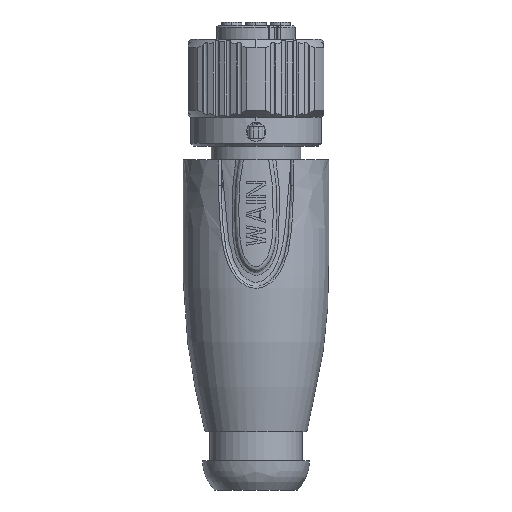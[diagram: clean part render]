
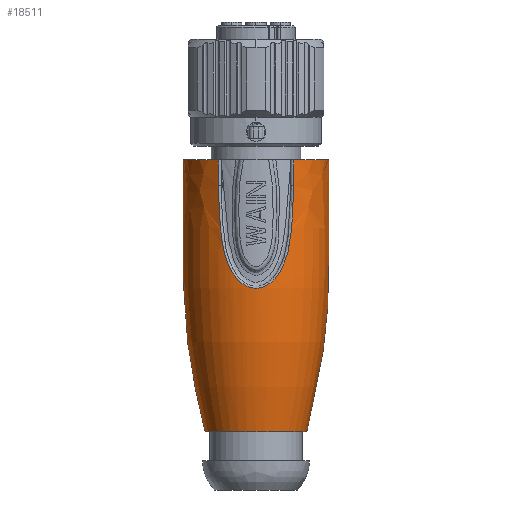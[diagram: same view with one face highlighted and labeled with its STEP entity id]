
A CAD part, front view. The second image highlights one B-rep face of the part: STEP entity #18511.
In plain terms, the highlighted face is a revolution surface.
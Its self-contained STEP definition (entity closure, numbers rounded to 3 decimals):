
#1705=CARTESIAN_POINT('',(-3.904,-6.404,
-12.4));
#1718=CARTESIAN_POINT('',(0.,0.,-12.4));
#1719=DIRECTION('',(0.,0.,1.));
#1720=DIRECTION('',(-1.,0.,0.));
#1721=AXIS2_PLACEMENT_3D('',#1718,#1719,#1720);
#1807=CARTESIAN_POINT('',(0.,0.,-12.4));
#1808=DIRECTION('',(0.,0.,1.));
#1809=DIRECTION('',(0.521,-0.854,0.));
#1810=AXIS2_PLACEMENT_3D('',#1807,#1808,#1809);
#1823=CARTESIAN_POINT('',(3.904,-6.404,
-12.4));
#3018=CARTESIAN_POINT('',(-3.9,-6.407,
-15.063));
#3019=CARTESIAN_POINT('',(-3.902,-6.406,
-14.795));
#3020=CARTESIAN_POINT('',(-3.903,-6.405,
-14.241));
#3021=CARTESIAN_POINT('',(-3.903,-6.404,
-13.355));
#3022=CARTESIAN_POINT('',(-3.903,-6.404,
-12.724));
#3023=CARTESIAN_POINT('',(-3.904,-6.404,
-12.4));
#3028=CARTESIAN_POINT('',(3.901,-6.406,
-15.061));
#3029=CARTESIAN_POINT('',(3.898,-6.409,
-15.53));
#3030=CARTESIAN_POINT('',(3.874,-6.422,
-16.42));
#3031=CARTESIAN_POINT('',(3.818,-6.455,
-17.585));
#3032=CARTESIAN_POINT('',(3.745,-6.498,
-18.627));
#3033=CARTESIAN_POINT('',(3.66,-6.545,
-19.559));
#3034=CARTESIAN_POINT('',(3.565,-6.598,
-20.399));
#3035=CARTESIAN_POINT('',(3.449,-6.66,
-21.157));
#3036=CARTESIAN_POINT('',(3.306,-6.734,
-21.836));
#3037=CARTESIAN_POINT('',(3.139,-6.814,
-22.44));
#3038=CARTESIAN_POINT('',(2.949,-6.898,
-22.972));
#3039=CARTESIAN_POINT('',(2.746,-6.98,
-23.433));
#3040=CARTESIAN_POINT('',(2.536,-7.056,
-23.828));
#3041=CARTESIAN_POINT('',(2.325,-7.125,
-24.167));
#3042=CARTESIAN_POINT('',(2.112,-7.187,
-24.455));
#3043=CARTESIAN_POINT('',(1.901,-7.242,
-24.699));
#3044=CARTESIAN_POINT('',(1.693,-7.291,
-24.904));
#3045=CARTESIAN_POINT('',(1.486,-7.332,
-25.075));
#3046=CARTESIAN_POINT('',(1.286,-7.367,
-25.215));
#3047=CARTESIAN_POINT('',(1.095,-7.395,
-25.328));
#3048=CARTESIAN_POINT('',(0.916,-7.417,
-25.416));
#3049=CARTESIAN_POINT('',(0.74,-7.435,
-25.487));
#3050=CARTESIAN_POINT('',(0.546,-7.451,
-25.548));
#3051=CARTESIAN_POINT('',(0.337,-7.462,
-25.592));
#3052=CARTESIAN_POINT('',(0.136,-7.468,
-25.614));
#3053=CARTESIAN_POINT('',(-0.057,-7.469,
-25.616));
#3054=CARTESIAN_POINT('',(-0.264,-7.465,
-25.598));
#3055=CARTESIAN_POINT('',(-0.49,-7.455,
-25.556));
#3056=CARTESIAN_POINT('',(-0.732,-7.437,
-25.484));
#3057=CARTESIAN_POINT('',(-0.994,-7.409,
-25.379));
#3058=CARTESIAN_POINT('',(-1.269,-7.37,
-25.233));
#3059=CARTESIAN_POINT('',(-1.555,-7.32,
-25.036));
#3060=CARTESIAN_POINT('',(-1.847,-7.256,
-24.778));
#3061=CARTESIAN_POINT('',(-2.135,-7.182,
-24.451));
#3062=CARTESIAN_POINT('',(-2.379,-7.108,
-24.099));
#3063=CARTESIAN_POINT('',(-2.562,-7.046,
-23.785));
#3064=CARTESIAN_POINT('',(-2.723,-6.988,
-23.469));
#3065=CARTESIAN_POINT('',(-2.882,-6.925,
-23.114));
#3066=CARTESIAN_POINT('',(-3.038,-6.859,
-22.704));
#3067=CARTESIAN_POINT('',(-3.187,-6.791,
-22.238));
#3068=CARTESIAN_POINT('',(-3.322,-6.726,
-21.72));
#3069=CARTESIAN_POINT('',(-3.442,-6.664,
-21.142));
#3070=CARTESIAN_POINT('',(-3.546,-6.609,
-20.5));
#3071=CARTESIAN_POINT('',(-3.634,-6.56,
-19.794));
#3072=CARTESIAN_POINT('',(-3.713,-6.516,
-19.019));
#3073=CARTESIAN_POINT('',(-3.783,-6.476,
-18.169));
#3074=CARTESIAN_POINT('',(-3.84,-6.443,
-17.236));
#3075=CARTESIAN_POINT('',(-3.882,-6.418,
-16.214));
#3076=CARTESIAN_POINT('',(-3.897,-6.408,
-15.457));
#3077=CARTESIAN_POINT('',(-3.9,-6.407,
-15.063));
#3082=CARTESIAN_POINT('',(3.904,-6.404,
-12.4));
#3083=CARTESIAN_POINT('',(3.904,-6.403,
-12.723));
#3084=CARTESIAN_POINT('',(3.906,-6.403,
-13.35));
#3085=CARTESIAN_POINT('',(3.906,-6.403,
-14.235));
#3086=CARTESIAN_POINT('',(3.904,-6.405,
-14.792));
#3087=CARTESIAN_POINT('',(3.901,-6.406,
-15.061));
#3092=CARTESIAN_POINT('',(0.,0.,-40.4));
#3093=DIRECTION('',(0.,0.,1.));
#3094=DIRECTION('',(-1.,0.,0.));
#3095=AXIS2_PLACEMENT_3D('',#3092,#3093,#3094);
#3525=CARTESIAN_POINT('',(-7.5,0.,-12.4));
#3526=CARTESIAN_POINT('',(-7.499,0.,-12.821));
#3527=CARTESIAN_POINT('',(-7.501,0.,-14.477));
#3528=CARTESIAN_POINT('',(-7.5,0.,-17.389));
#3529=CARTESIAN_POINT('',(-7.497,0.,-22.246));
#3530=CARTESIAN_POINT('',(-7.519,0.,-27.194));
#3531=CARTESIAN_POINT('',(-6.78,0.,-33.586));
#3532=CARTESIAN_POINT('',(-5.941,0.,-37.613));
#3533=CARTESIAN_POINT('',(-5.25,0.,-40.4));
#3546=CARTESIAN_POINT('',(5.25,0.,-40.4));
#3547=CARTESIAN_POINT('',(5.941,0.,-37.613));
#3548=CARTESIAN_POINT('',(6.78,0.,-33.586));
#3549=CARTESIAN_POINT('',(7.519,0.,-27.194));
#3550=CARTESIAN_POINT('',(7.497,0.,-22.246));
#3551=CARTESIAN_POINT('',(7.5,0.,-17.389));
#3552=CARTESIAN_POINT('',(7.501,0.,-14.477));
#3553=CARTESIAN_POINT('',(7.499,0.,-12.821));
#3554=CARTESIAN_POINT('',(7.5,0.,-12.4));
#14573=VERTEX_POINT('',#3546);
#14574=VERTEX_POINT('',#3554);
#14575=VERTEX_POINT('',#3525);
#14576=VERTEX_POINT('',#3533);
#14783=VERTEX_POINT('',#1705);
#14786=VERTEX_POINT('',#3018);
#14787=VERTEX_POINT('',#3028);
#14790=VERTEX_POINT('',#1823);
#18478=CARTESIAN_POINT('',(7.501,0.,-12.118));
#18479=CARTESIAN_POINT('',(7.5,0.,-12.212));
#18480=CARTESIAN_POINT('',(7.499,0.,-12.726));
#18481=CARTESIAN_POINT('',(7.501,0.,-14.477));
#18482=CARTESIAN_POINT('',(7.5,0.,-17.389));
#18483=CARTESIAN_POINT('',(7.497,0.,-22.246));
#18484=CARTESIAN_POINT('',(7.519,0.,-27.194));
#18485=CARTESIAN_POINT('',(6.78,0.,-33.586));
#18486=CARTESIAN_POINT('',(5.922,0.,-37.704));
#18487=CARTESIAN_POINT('',(5.205,0.,-40.583));
#18488=CARTESIAN_POINT('',(5.182,0.,-40.674));
#18493=CARTESIAN_POINT('',(0.,0.,-48.1));
#18494=DIRECTION('',(0.,0.,1.));
#18495=AXIS1_PLACEMENT('',#18493,#18494);
#18496=SURFACE_OF_REVOLUTION('',#18489,#18495);
#18497=ORIENTED_EDGE('',*,*,#17573,.F.);
#18498=ORIENTED_EDGE('',*,*,#18172,.F.);
#18500=ORIENTED_EDGE('',*,*,#18499,.F.);
#18501=ORIENTED_EDGE('',*,*,#17430,.T.);
#18503=ORIENTED_EDGE('',*,*,#18502,.F.);
#18505=ORIENTED_EDGE('',*,*,#18504,.F.);
#18507=ORIENTED_EDGE('',*,*,#18506,.F.);
#18508=ORIENTED_EDGE('',*,*,#17402,.T.);
#18509=EDGE_LOOP('',(#18497,#18498,#18500,#18501,#18503,#18505,#18507,#18508));
#18510=FACE_OUTER_BOUND('',#18509,.F.);
#18511=ADVANCED_FACE('',(#18510),#18496,.F.);
#1722=CIRCLE('',#1721,7.5);
#1811=CIRCLE('',#1810,7.5);
#3024=B_SPLINE_CURVE_WITH_KNOTS('',3,(#3018,#3019,#3020,#3021,#3022,#3023),
.UNSPECIFIED.,.F.,.F.,(4,1,1,4),(0.,0.333,0.667,1.),
.UNSPECIFIED.);
#3078=B_SPLINE_CURVE_WITH_KNOTS('',3,(#3028,#3029,#3030,#3031,#3032,#3033,#3034,
#3035,#3036,#3037,#3038,#3039,#3040,#3041,#3042,#3043,#3044,#3045,#3046,#3047,
#3048,#3049,#3050,#3051,#3052,#3053,#3054,#3055,#3056,#3057,#3058,#3059,#3060,
#3061,#3062,#3063,#3064,#3065,#3066,#3067,#3068,#3069,#3070,#3071,#3072,#3073,
#3074,#3075,#3076,#3077),.UNSPECIFIED.,.F.,.F.,(4,1,1,1,1,1,1,1,1,1,1,1,1,1,1,1,
1,1,1,1,1,1,1,1,1,1,1,1,1,1,1,1,1,1,1,1,1,1,1,1,1,1,1,1,1,1,1,4),(0.,
0.021,0.043,0.064,0.085,
0.106,0.128,0.149,0.17,
0.191,0.213,0.234,0.255,
0.277,0.298,0.319,0.34,
0.362,0.383,0.404,0.426,
0.447,0.468,0.489,0.511,
0.532,0.553,0.574,0.596,
0.617,0.638,0.66,0.681,
0.702,0.723,0.745,0.766,
0.787,0.809,0.83,0.851,
0.872,0.894,0.915,0.936,
0.957,0.979,1.),.UNSPECIFIED.);
#3088=B_SPLINE_CURVE_WITH_KNOTS('',3,(#3082,#3083,#3084,#3085,#3086,#3087),
.UNSPECIFIED.,.F.,.F.,(4,1,1,4),(0.,0.333,0.667,1.),
.UNSPECIFIED.);
#3096=CIRCLE('',#3095,5.25);
#3534=B_SPLINE_CURVE_WITH_KNOTS('',3,(#3525,#3526,#3527,#3528,#3529,#3530,#3531,
#3532,#3533),.UNSPECIFIED.,.F.,.F.,(4,1,1,1,1,1,4),(0.,0.046,
0.181,0.313,0.559,0.697,1.),
.UNSPECIFIED.);
#3555=B_SPLINE_CURVE_WITH_KNOTS('',3,(#3546,#3547,#3548,#3549,#3550,#3551,#3552,
#3553,#3554),.UNSPECIFIED.,.F.,.F.,(4,1,1,1,1,1,4),(0.,0.303,
0.441,0.687,0.819,0.954,1.),
.UNSPECIFIED.);
#17402=EDGE_CURVE('',#14575,#14783,#1722,.T.);
#17430=EDGE_CURVE('',#14790,#14574,#1811,.T.);
#17573=EDGE_CURVE('',#14786,#14783,#3024,.T.);
#18172=EDGE_CURVE('',#14787,#14786,#3078,.T.);
#18489=B_SPLINE_CURVE_WITH_KNOTS('',3,(#18478,#18479,#18480,#18481,#18482,
#18483,#18484,#18485,#18486,#18487,#18488),.UNSPECIFIED.,.F.,.F.,(4,1,1,1,1,1,1,
1,4),(0.,0.01,0.056,0.188,
0.317,0.558,0.693,0.99,1.),
.UNSPECIFIED.);
#18499=EDGE_CURVE('',#14790,#14787,#3088,.T.);
#18502=EDGE_CURVE('',#14573,#14574,#3555,.T.);
#18504=EDGE_CURVE('',#14576,#14573,#3096,.T.);
#18506=EDGE_CURVE('',#14575,#14576,#3534,.T.);
